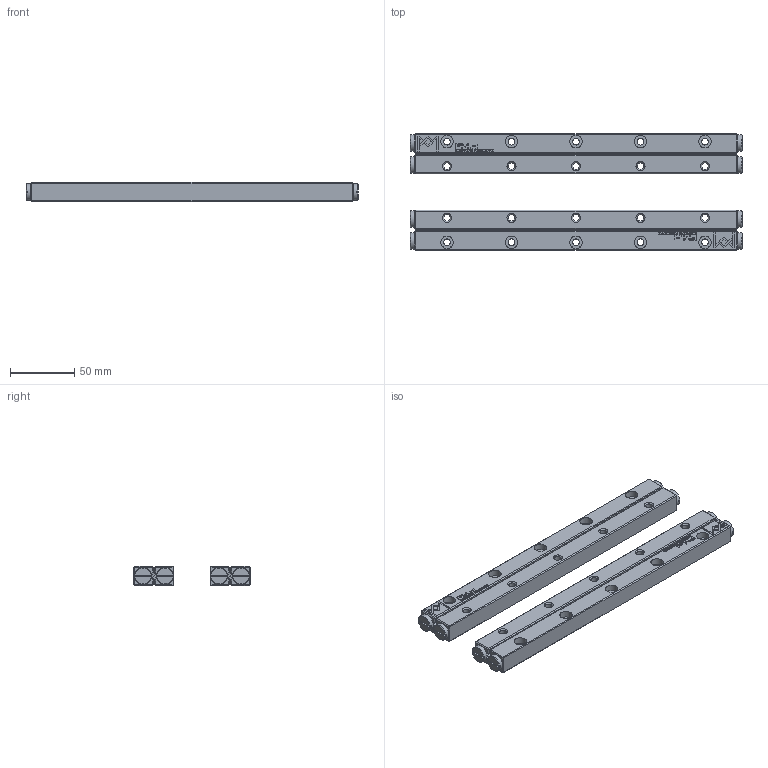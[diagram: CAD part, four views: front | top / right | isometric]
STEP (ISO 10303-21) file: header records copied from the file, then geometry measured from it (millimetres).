
FILE_DESCRIPTION(/* description */ (''),/* implementation_level */ '2;1');
FILE_NAME(/* name */ 'Set RSDE-6250x25KRE_stp.stp',/* time_stamp */ '2025-05-14T11:32:34+02:00',/* author */ (''),/* organization */ (''),/* preprocessor_version */ 'ST-DEVELOPER v16.7',/* originating_system */ 'SIEMENS PLM Software NX 12.0',/* authorisation */ '');
FILE_SCHEMA (('AUTOMOTIVE_DESIGN { 1 0 10303 214 3 1 1 1 }'));
Products named in the file (1): Set RSDE-6250x25KRE_stp
Bounding box: 257.4 x 90 x 15 mm (x, y, z)
Volume: 208120.8 mm3; surface area: 94610.3 mm2
Topology: 66 solids, 66 shells, 2918 faces, 7732 edges, 5058 vertices
Faces by surface type: plane 1528, cylinder 738, bspline 360, cone 292
Full cylindrical faces by diameter (mm): 0.8 x208, 4 x52, 4.3 x8, 5 x8, 5.2 x28, 6 x50, 9.5 x20, 13 x8
Entity records: 96497 total; most frequent: CARTESIAN_POINT 19783, ORIENTED_EDGE 13712, DIRECTION 13174, EDGE_CURVE 6856, VERTEX_POINT 4848, AXIS2_PLACEMENT_3D 4543, EDGE_LOOP 4136, LINE 4088
